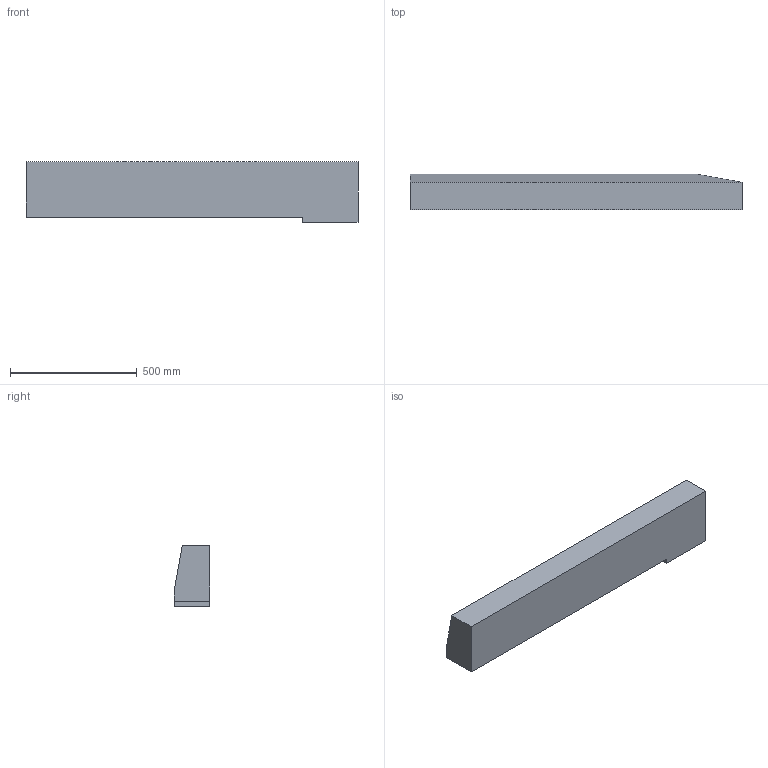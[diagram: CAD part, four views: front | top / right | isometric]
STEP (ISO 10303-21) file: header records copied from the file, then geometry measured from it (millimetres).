
FILE_DESCRIPTION(/* description */ (''),/* implementation_level */ '2;1');
FILE_NAME(/* name */ 'SWA16.step',/* time_stamp */ '2022-11-19T17:36:22-06:00',/* author */ (''),/* organization */ (''),/* preprocessor_version */ 'ST-DEVELOPER v19.2',/* originating_system */ 'Autodesk Translation Framework v11.17.0.187',/* authorisation */ '');
FILE_SCHEMA (('AUTOMOTIVE_DESIGN { 1 0 10303 214 3 1 1 }'));
Length unit declared in the file: inch
Products named in the file (1): SWA16
Bounding box: 1311.28 x 139.7 x 239.71 mm (x, y, z)
Volume: 36786008.8 mm3; surface area: 966075.6 mm2
Topology: 1 solids, 1 shells, 10 faces, 23 edges, 15 vertices
Faces by surface type: plane 10
Entity records: 314 total; most frequent: CARTESIAN_POINT 49, ORIENTED_EDGE 46, DIRECTION 45, LINE 23, VECTOR 23, EDGE_CURVE 23, VERTEX_POINT 15, AXIS2_PLACEMENT_3D 11
